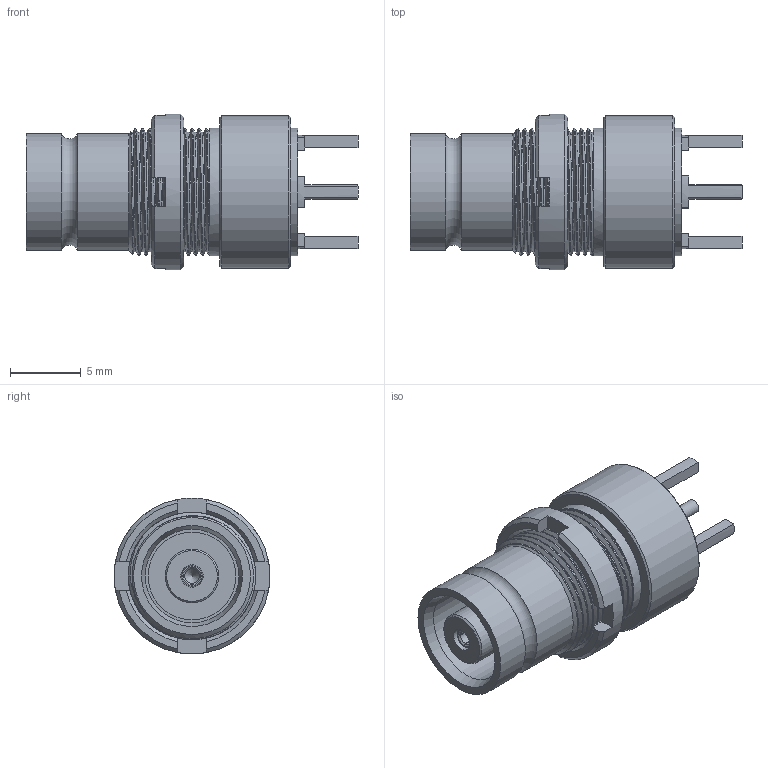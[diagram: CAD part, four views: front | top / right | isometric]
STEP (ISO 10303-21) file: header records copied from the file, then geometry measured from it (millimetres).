
FILE_DESCRIPTION (( 'STEP AP203' ), '1' );
FILE_NAME ('FMCN44209_3D.step', '2022-11-30T00:06:19', ( '' ), ( '' ), 'SwSTEP 2.0', 'SolidWorks 2021', '' );
FILE_SCHEMA (( 'CONFIG_CONTROL_DESIGN' ));
Length unit declared in the file: inch
Products named in the file (1): FMCN44209_3D
Bounding box: 23.43 x 11 x 11 mm (x, y, z)
Volume: 1170.7 mm3; surface area: 1375.5 mm2
Topology: 2 solids, 2 shells, 161 faces, 453 edges, 307 vertices
Faces by surface type: plane 72, cylinder 39, bspline 27, cone 22, torus 1
Full cylindrical faces by diameter (mm): 1 x1, 1.016 x1, 1.508 x1, 1.6 x1, 3.8 x1, 5.49 x1, 6.194 x1, 6.6 x1, 8.25 x2, 9 x11, 9.024 x1, 10.8 x1, 11 x1
Entity records: 12807 total; most frequent: CARTESIAN_POINT 9341, ORIENTED_EDGE 776, DIRECTION 583, EDGE_CURVE 388, VERTEX_POINT 277, AXIS2_PLACEMENT_3D 229, EDGE_LOOP 187, FACE_OUTER_BOUND 165
